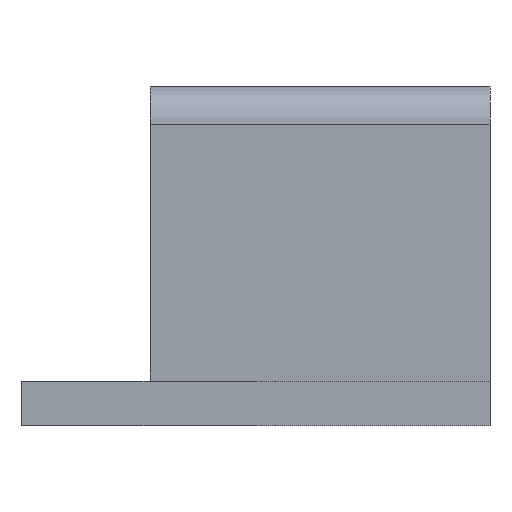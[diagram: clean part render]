
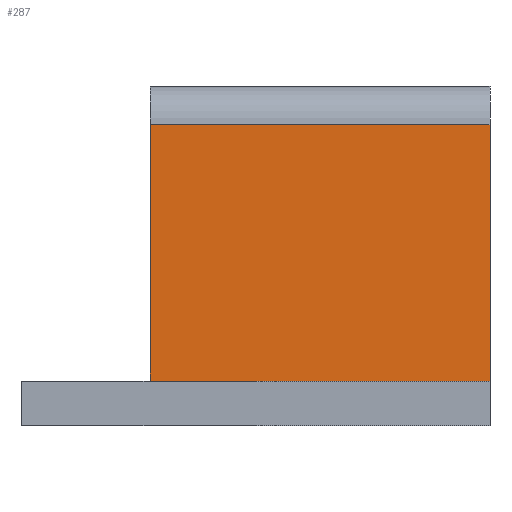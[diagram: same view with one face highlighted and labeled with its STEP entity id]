
A CAD part, left-side view. The second image highlights one B-rep face of the part: STEP entity #287.
In plain terms, the highlighted planar face has unit normal (-1, 0, 0).
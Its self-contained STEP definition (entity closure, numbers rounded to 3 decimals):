
#287=ADVANCED_FACE('',(#908),#910,.T.);
#908=FACE_BOUND('',#909,.T.);
#909=EDGE_LOOP('',(#1439,#1440,#1441,#1442));
#910=PLANE('',#911);
#911=AXIS2_PLACEMENT_3D('',#912,#913,#914);
#912=CARTESIAN_POINT('',(-32.,0.,-6.5));
#913=DIRECTION('',(-1.,0.,0.));
#914=DIRECTION('',(0.,0.,1.));
#1439=ORIENTED_EDGE('',*,*,#1662,.F.);
#1440=ORIENTED_EDGE('',*,*,#1675,.T.);
#1441=ORIENTED_EDGE('',*,*,#1722,.T.);
#1442=ORIENTED_EDGE('',*,*,#1711,.F.);
#1662=EDGE_CURVE('',#1874,#1876,#1877,.F.);
#1675=EDGE_CURVE('',#1874,#1899,#1901,.T.);
#1711=EDGE_CURVE('',#1876,#1967,#1968,.T.);
#1722=EDGE_CURVE('',#1899,#1967,#1984,.T.);
#1874=VERTEX_POINT('',#2276);
#1876=VERTEX_POINT('',#2280);
#1877=LINE('',#2281,#2282);
#1899=VERTEX_POINT('',#2332);
#1901=LINE('',#2337,#2338);
#1967=VERTEX_POINT('',#2479);
#1968=LINE('',#2480,#2481);
#1984=LINE('',#2520,#2521);
#2276=CARTESIAN_POINT('',(-32.,0.,-3.));
#2280=CARTESIAN_POINT('',(-32.,26.5,-3.));
#2281=CARTESIAN_POINT('',(-32.,26.5,-3.));
#2282=VECTOR('',#2283,1.);
#2283=DIRECTION('',(0.,-1.,0.));
#2332=CARTESIAN_POINT('',(-32.,0.,17.));
#2337=CARTESIAN_POINT('',(-32.,0.,-3.));
#2338=VECTOR('',#2339,1.);
#2339=DIRECTION('',(0.,0.,1.));
#2479=CARTESIAN_POINT('',(-32.,26.5,17.));
#2480=CARTESIAN_POINT('',(-32.,26.5,-3.));
#2481=VECTOR('',#2482,1.);
#2482=DIRECTION('',(0.,0.,1.));
#2520=CARTESIAN_POINT('',(-32.,0.,17.));
#2521=VECTOR('',#2522,1.);
#2522=DIRECTION('',(0.,1.,0.));
